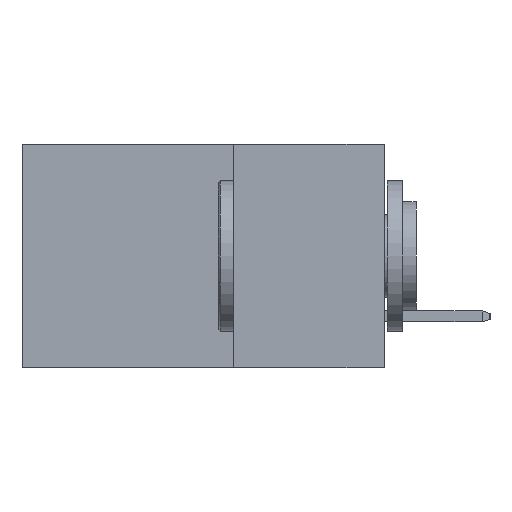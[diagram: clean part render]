
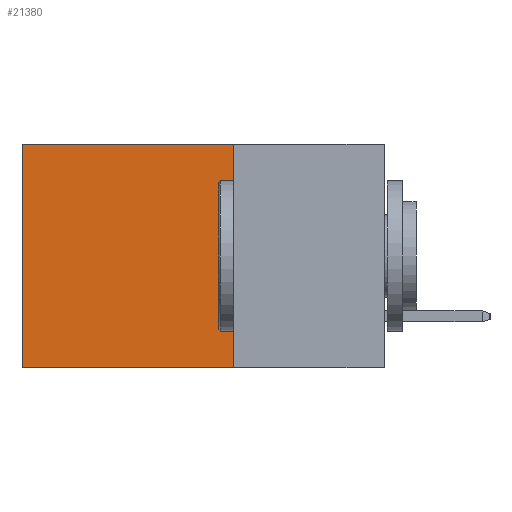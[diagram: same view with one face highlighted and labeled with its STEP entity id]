
A CAD part, left-side view. The second image highlights one B-rep face of the part: STEP entity #21380.
In plain terms, the highlighted planar face has unit normal (-1, 0, 0).
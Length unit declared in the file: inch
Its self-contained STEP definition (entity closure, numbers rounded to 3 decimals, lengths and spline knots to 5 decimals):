
#271 = CARTESIAN_POINT ( 'NONE',  ( 0.298, 0.6, 0. ) ) ;
#1237 = PLANE ( 'NONE',  #19156 ) ;
#1319 = DIRECTION ( 'NONE',  ( 1., 0., 0. ) ) ;
#1344 = EDGE_CURVE ( 'NONE', #3889, #5307, #17778, .T. ) ;
#1464 = LINE ( 'NONE', #12630, #9714 ) ;
#1916 = LINE ( 'NONE', #5757, #10757 ) ;
#2661 = FACE_OUTER_BOUND ( 'NONE', #5793, .T. ) ;
#3143 = CARTESIAN_POINT ( 'NONE',  ( 0.298, 0.6, -0.37 ) ) ;
#3889 = VERTEX_POINT ( 'NONE', #22990 ) ;
#5202 = ORIENTED_EDGE ( 'NONE', *, *, #9358, .F. ) ;
#5307 = VERTEX_POINT ( 'NONE', #271 ) ;
#5757 = CARTESIAN_POINT ( 'NONE',  ( 0.298, 0.6, 0. ) ) ;
#5793 = EDGE_LOOP ( 'NONE', ( #14366, #16172, #5202, #6022 ) ) ;
#6022 = ORIENTED_EDGE ( 'NONE', *, *, #1344, .T. ) ;
#6608 = CARTESIAN_POINT ( 'NONE',  ( 0.298, 0.25, -0.37 ) ) ;
#6818 = CARTESIAN_POINT ( 'NONE',  ( 0.298, 0.25, 0. ) ) ;
#8441 = VERTEX_POINT ( 'NONE', #3143 ) ;
#8832 = CARTESIAN_POINT ( 'NONE',  ( 0.298, 0.25, 0. ) ) ;
#8943 = DIRECTION ( 'NONE',  ( 0., 1., 0. ) ) ;
#9358 = EDGE_CURVE ( 'NONE', #3889, #19661, #14818, .T. ) ;
#9714 = VECTOR ( 'NONE', #8943, 39.37008 ) ;
#9826 = VECTOR ( 'NONE', #18305, 39.37008 ) ;
#10757 = VECTOR ( 'NONE', #22347, 39.37008 ) ;
#11648 = DIRECTION ( 'NONE',  ( 0., 1., 0. ) ) ;
#12630 = CARTESIAN_POINT ( 'NONE',  ( 0.298, 0.25, -0.37 ) ) ;
#13077 = EDGE_CURVE ( 'NONE', #19661, #8441, #1464, .T. ) ;
#14366 = ORIENTED_EDGE ( 'NONE', *, *, #19108, .T. ) ;
#14493 = DIRECTION ( 'NONE',  ( 0., 0., -1. ) ) ;
#14818 = LINE ( 'NONE', #18532, #9826 ) ;
#16172 = ORIENTED_EDGE ( 'NONE', *, *, #13077, .F. ) ;
#17778 = LINE ( 'NONE', #6818, #22001 ) ;
#18305 = DIRECTION ( 'NONE',  ( 0., 0., -1. ) ) ;
#18532 = CARTESIAN_POINT ( 'NONE',  ( 0.298, 0.25, 0. ) ) ;
#19108 = EDGE_CURVE ( 'NONE', #5307, #8441, #1916, .T. ) ;
#19156 = AXIS2_PLACEMENT_3D ( 'NONE', #8832, #1319, #14493 ) ;
#19661 = VERTEX_POINT ( 'NONE', #6608 ) ;
#21380 = ADVANCED_FACE ( 'NONE', ( #2661 ), #1237, .F. ) ;
#22001 = VECTOR ( 'NONE', #11648, 39.37008 ) ;
#22347 = DIRECTION ( 'NONE',  ( 0., 0., -1. ) ) ;
#22990 = CARTESIAN_POINT ( 'NONE',  ( 0.298, 0.25, 0. ) ) ;
